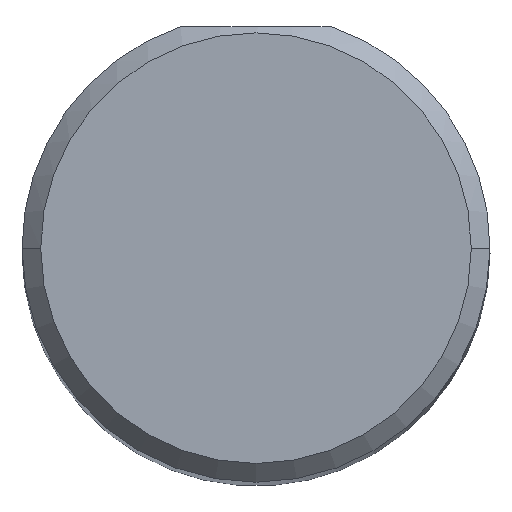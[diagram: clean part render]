
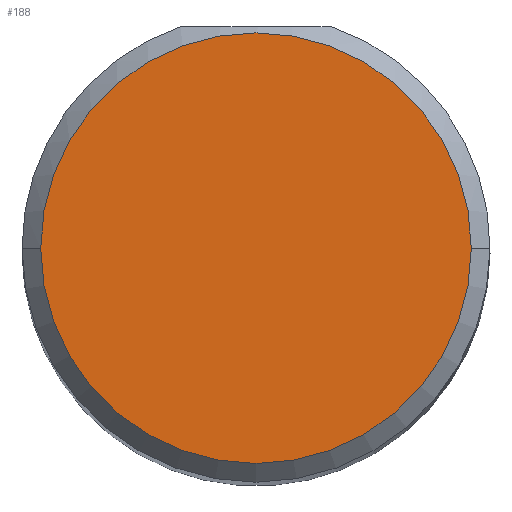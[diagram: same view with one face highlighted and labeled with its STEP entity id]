
A CAD part, top view. The second image highlights one B-rep face of the part: STEP entity #188.
In plain terms, the highlighted planar face has unit normal (0, 0, 1).
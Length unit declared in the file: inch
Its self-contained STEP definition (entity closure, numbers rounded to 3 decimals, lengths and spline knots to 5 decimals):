
#4 = CARTESIAN_POINT ( 'NONE',  ( 0., 0., 2.5 ) ) ;
#11 = EDGE_LOOP ( 'NONE', ( #636, #194 ) ) ;
#39 = DIRECTION ( 'NONE',  ( 1., 0., 0. ) ) ;
#44 = CARTESIAN_POINT ( 'NONE',  ( 0.1725, 0., 2.5 ) ) ;
#50 = PLANE ( 'NONE',  #481 ) ;
#188 = ADVANCED_FACE ( 'NONE', ( #566 ), #50, .T. ) ;
#194 = ORIENTED_EDGE ( 'NONE', *, *, #474, .T. ) ;
#201 = CIRCLE ( 'NONE', #209, 0.1725 ) ;
#209 = AXIS2_PLACEMENT_3D ( 'NONE', #495, #273, #39 ) ;
#273 = DIRECTION ( 'NONE',  ( 0., 0., 1. ) ) ;
#301 = DIRECTION ( 'NONE',  ( 0., 0., 1. ) ) ;
#391 = CIRCLE ( 'NONE', #630, 0.1725 ) ;
#422 = CARTESIAN_POINT ( 'NONE',  ( 0., 0., 2.5 ) ) ;
#454 = DIRECTION ( 'NONE',  ( 1., 0., 0. ) ) ;
#474 = EDGE_CURVE ( 'NONE', #703, #699, #201, .T. ) ;
#481 = AXIS2_PLACEMENT_3D ( 'NONE', #4, #687, #454 ) ;
#483 = DIRECTION ( 'NONE',  ( 1., 0., 0. ) ) ;
#495 = CARTESIAN_POINT ( 'NONE',  ( 0., 0., 2.5 ) ) ;
#566 = FACE_OUTER_BOUND ( 'NONE', #11, .T. ) ;
#583 = EDGE_CURVE ( 'NONE', #699, #703, #391, .T. ) ;
#615 = CARTESIAN_POINT ( 'NONE',  ( -0.1725, 0., 2.5 ) ) ;
#630 = AXIS2_PLACEMENT_3D ( 'NONE', #422, #301, #483 ) ;
#636 = ORIENTED_EDGE ( 'NONE', *, *, #583, .T. ) ;
#687 = DIRECTION ( 'NONE',  ( 0., 0., 1. ) ) ;
#699 = VERTEX_POINT ( 'NONE', #615 ) ;
#703 = VERTEX_POINT ( 'NONE', #44 ) ;
